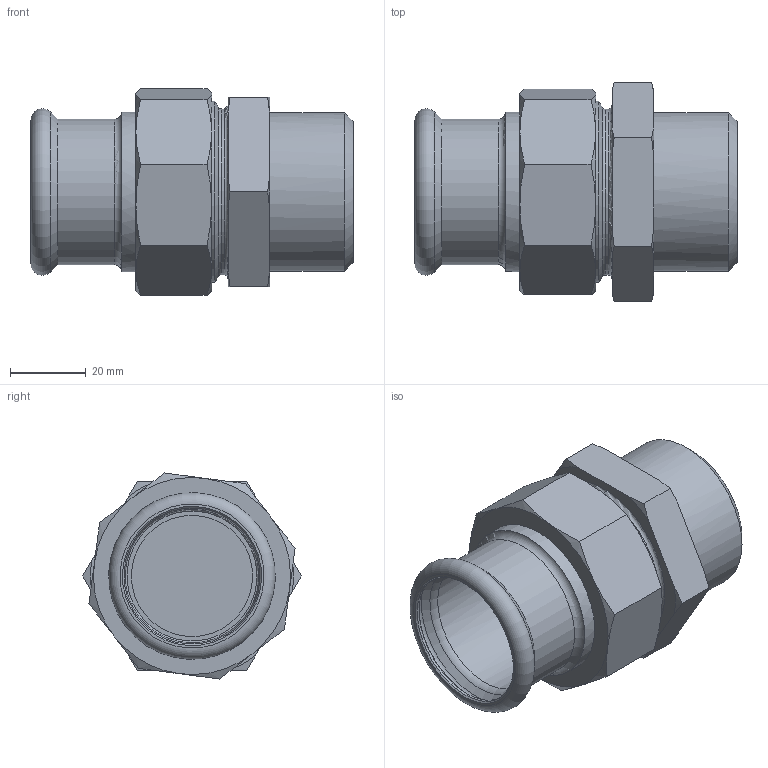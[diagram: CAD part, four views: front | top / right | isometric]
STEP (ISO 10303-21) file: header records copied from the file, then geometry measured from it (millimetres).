
FILE_DESCRIPTION(/* description */ (''),/* implementation_level */ '2;1');
FILE_NAME(/* name */ '45438.stp',/* time_stamp */ '2023-09-08T11:39:05+02:00',/* author */ ('JANAN'),/* organization */ (''),/* preprocessor_version */ 'ST-DEVELOPER v19.2',/* originating_system */ 'Autodesk Inventor 2023',/* authorisation */ '');
FILE_SCHEMA (('AUTOMOTIVE_DESIGN { 1 0 10303 214 3 1 1 }'));
Length unit declared in the file: millimetre
Products named in the file (1): tmpCA3F.tmp
Bounding box: 85 x 57.73 x 54.37 mm (x, y, z)
Volume: 82192.6 mm3; surface area: 24934.4 mm2
Topology: 1 solids, 1 shells, 74 faces, 167 edges, 103 vertices
Faces by surface type: cone 34, plane 24, cylinder 9, torus 7
Full cylindrical faces by diameter (mm): 32 x2, 35.3 x1, 35.9 x1, 38.4 x1, 41.91 x1, 42 x1, 43.8 x1, 47.803 x1
Entity records: 2202 total; most frequent: CARTESIAN_POINT 520, ORIENTED_EDGE 334, DIRECTION 331, EDGE_CURVE 167, AXIS2_PLACEMENT_3D 145, VERTEX_POINT 103, EDGE_LOOP 82, STYLED_ITEM 75
